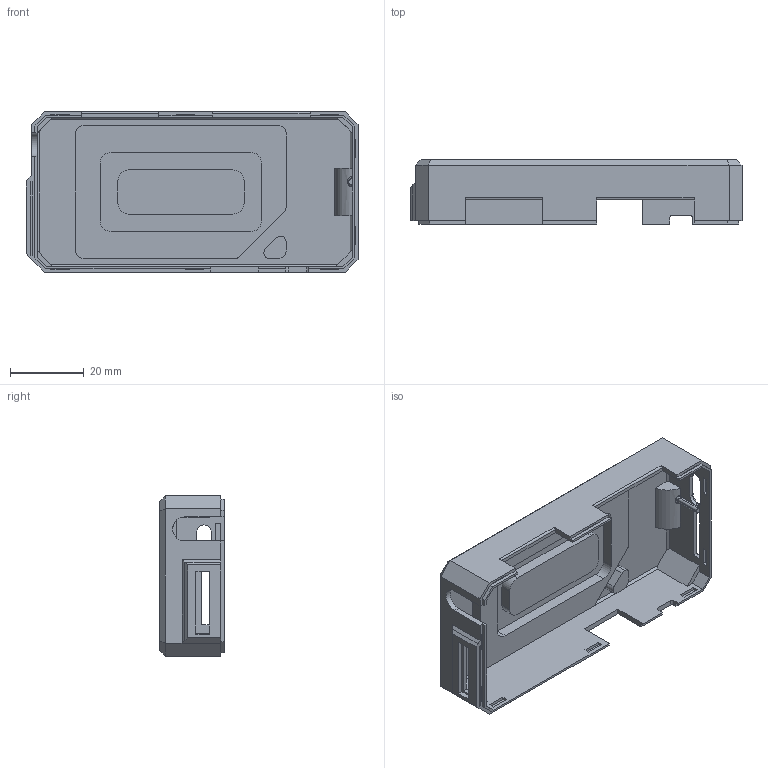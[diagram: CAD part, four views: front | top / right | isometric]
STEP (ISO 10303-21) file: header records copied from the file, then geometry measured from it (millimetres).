
FILE_DESCRIPTION (( 'STEP AP214' ), '1' );
FILE_NAME ('shell2.STEP', '2026-02-06T03:30:41', ( '' ), ( '' ), 'SwSTEP 2.0', 'SolidWorks 2020', '' );
FILE_SCHEMA (( 'AUTOMOTIVE_DESIGN' ));
Length unit declared in the file: millimetre
Products named in the file (1): shell2
Bounding box: 90 x 17.5 x 43.5 mm (x, y, z)
Volume: 15120 mm3; surface area: 16438.1 mm2
Topology: 1 solids, 1 shells, 315 faces, 884 edges, 576 vertices
Faces by surface type: plane 206, cylinder 102, torus 5, bspline 2
Entity records: 10265 total; most frequent: CARTESIAN_POINT 1889, ORIENTED_EDGE 1768, DIRECTION 1712, EDGE_CURVE 884, VECTOR 666, LINE 666, VERTEX_POINT 576, AXIS2_PLACEMENT_3D 523
